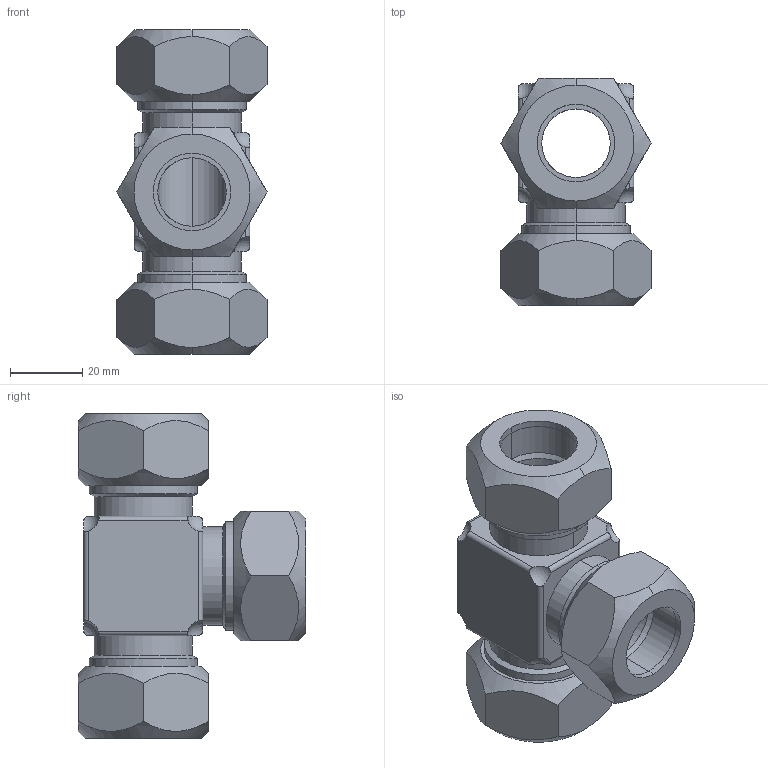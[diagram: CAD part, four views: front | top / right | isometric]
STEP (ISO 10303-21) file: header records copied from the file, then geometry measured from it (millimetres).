
FILE_DESCRIPTION (( 'STEP AP203' ), '1' );
FILE_NAME ('11-1324-14_outokumpu.step', '2015-08-10T09:28:44', ( '' ), ( '' ), 'SwSTEP 2.0', 'SolidWorks 2008', '' );
FILE_SCHEMA (( 'CONFIG_CONTROL_DESIGN' ));
Length unit declared in the file: millimetre
Products named in the file (4): bite-ring-13-111-014_outokumpu_bite-ring-13-111-014_outokumpu; nipple-13-666-375_outokumpu_nipple-13-666-375_outokumpu; nut-13-222-012_outokumpu_nut-13-222-012_outokumpu; 11-1324-14_outokumpu
Assembly tree (7 placements, depth 2):
  11-1324-14_outokumpu
    nut-13-222-012_outokumpu_nut-13-222-012_outokumpu  x3
    bite-ring-13-111-014_outokumpu_bite-ring-13-111-014_outokumpu  x3
    nipple-13-666-375_outokumpu_nipple-13-666-375_outokumpu
Bounding box: 41.57 x 63 x 90 mm (x, y, z)
Volume: 70070.7 mm3; surface area: 36701.5 mm2
Topology: 7 solids, 7 shells, 162 faces, 375 edges, 232 vertices
Faces by surface type: cylinder 64, cone 48, plane 42, sphere 8
Entity records: 3937 total; most frequent: CARTESIAN_POINT 1055, DIRECTION 523, ORIENTED_EDGE 478, EDGE_CURVE 239, AXIS2_PLACEMENT_3D 216, VERTEX_POINT 148, EDGE_LOOP 115, CIRCLE 104
